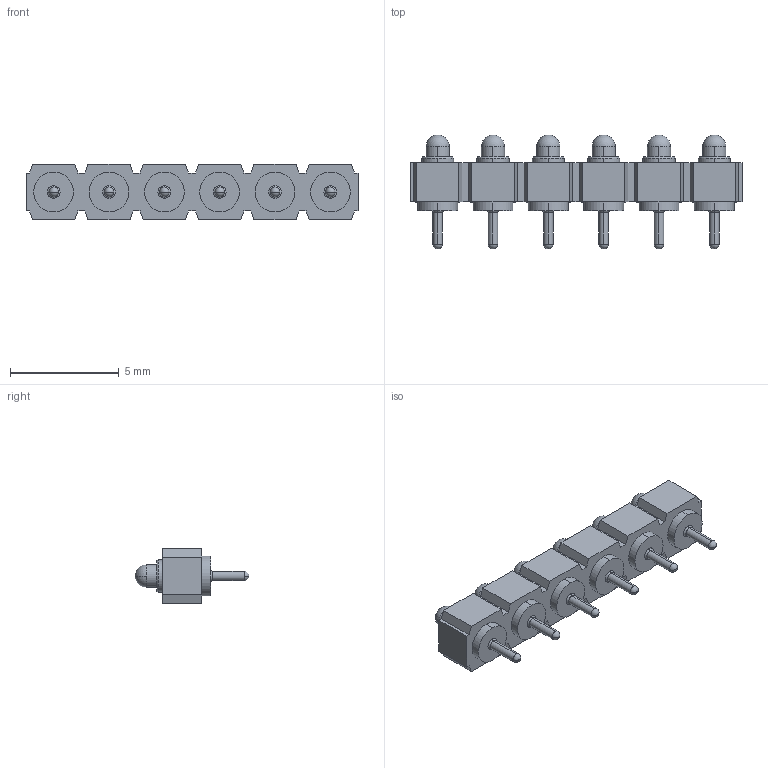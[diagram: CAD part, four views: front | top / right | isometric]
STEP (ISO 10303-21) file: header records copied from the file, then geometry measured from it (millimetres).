
FILE_DESCRIPTION (( 'STEP AP214' ), '1' );
FILE_NAME ('mill-max-821-22-006-10-000101.step', '2020-01-10T09:40:33', ( '' ), ( '' ), 'SwSTEP 2.0', 'SolidWorks 2019', '' );
FILE_SCHEMA (( 'AUTOMOTIVE_DESIGN' ));
Length unit declared in the file: inch
Products named in the file (3): mill-max-821-22-006-10-000101_P3XX-18-011-00-090000_P306-18-011-00-090000; mill-max-821-22-006-10-000101; mill-max-821-22-006-10-000101_0906_default
Assembly tree (7 placements, depth 2):
  mill-max-821-22-006-10-000101
    mill-max-821-22-006-10-000101_P3XX-18-011-00-090000_P306-18-011-00-090000
    mill-max-821-22-006-10-000101_0906_default  x6
Bounding box: 15.24 x 5.23 x 2.54 mm (x, y, z)
Volume: 78.5 mm3; surface area: 308.5 mm2
Topology: 7 solids, 7 shells, 210 faces, 516 edges, 320 vertices
Faces by surface type: plane 78, cylinder 72, cone 24, sphere 24, torus 12
Entity records: 3002 total; most frequent: DIRECTION 502, CARTESIAN_POINT 502, ORIENTED_EDGE 484, EDGE_CURVE 242, LINE 182, VECTOR 182, VERTEX_POINT 160, AXIS2_PLACEMENT_3D 160
